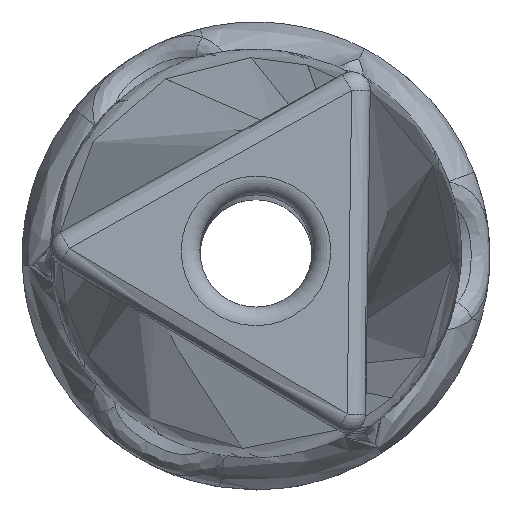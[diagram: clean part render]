
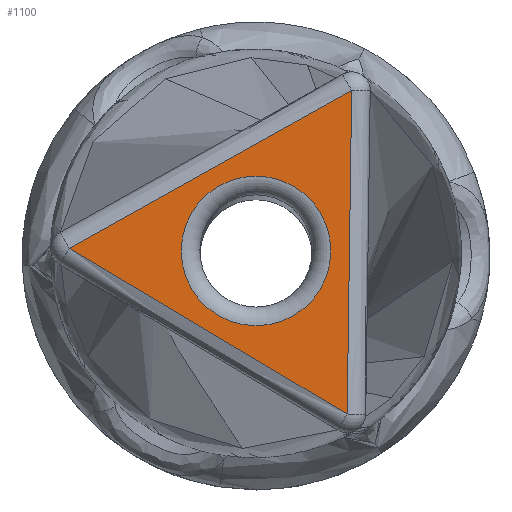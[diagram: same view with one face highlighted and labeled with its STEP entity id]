
A CAD part, top view. The second image highlights one B-rep face of the part: STEP entity #1100.
In plain terms, the highlighted planar face has unit normal (0, 0, 1).
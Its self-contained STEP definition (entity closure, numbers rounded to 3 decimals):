
#31=FACE_BOUND('',#297,.T.);
#33=PLANE('',#1185);
#99=B_SPLINE_CURVE_WITH_KNOTS('',3,(#1744,#1745,#1746,#1747),
 .UNSPECIFIED.,.F.,.F.,(4,4),(-1.905,-0.175),
 .UNSPECIFIED.);
#101=B_SPLINE_CURVE_WITH_KNOTS('',3,(#1776,#1777,#1778,#1779),
 .UNSPECIFIED.,.F.,.F.,(4,4),(-1.905,-0.175),
 .UNSPECIFIED.);
#103=B_SPLINE_CURVE_WITH_KNOTS('',3,(#1808,#1809,#1810,#1811),
 .UNSPECIFIED.,.F.,.F.,(4,4),(-1.905,-0.175),
 .UNSPECIFIED.);
#226=FACE_OUTER_BOUND('',#296,.T.);
#296=EDGE_LOOP('',(#828,#829,#830));
#297=EDGE_LOOP('',(#831));
#384=CIRCLE('',#1186,4.);
#428=VERTEX_POINT('',#1524);
#433=VERTEX_POINT('',#1590);
#438=VERTEX_POINT('',#1656);
#475=VERTEX_POINT('',#2475);
#555=EDGE_CURVE('',#428,#438,#99,.T.);
#557=EDGE_CURVE('',#438,#433,#101,.T.);
#559=EDGE_CURVE('',#433,#428,#103,.T.);
#608=EDGE_CURVE('',#475,#475,#384,.T.);
#828=ORIENTED_EDGE('',*,*,#555,.F.);
#829=ORIENTED_EDGE('',*,*,#559,.F.);
#830=ORIENTED_EDGE('',*,*,#557,.F.);
#831=ORIENTED_EDGE('',*,*,#608,.F.);
#1100=ADVANCED_FACE('',(#226,#31),#33,.T.);
#1185=AXIS2_PLACEMENT_3D('',#2474,#1301,#1302);
#1186=AXIS2_PLACEMENT_3D('',#2476,#1303,#1304);
#1301=DIRECTION('center_axis',(0.,0.,1.));
#1302=DIRECTION('ref_axis',(0.5,-0.866,0.));
#1303=DIRECTION('center_axis',(0.,0.,1.));
#1304=DIRECTION('ref_axis',(1.,0.,0.));
#1524=CARTESIAN_POINT('',(5.113,8.577,163.));
#1590=CARTESIAN_POINT('',(-9.985,0.139,163.));
#1656=CARTESIAN_POINT('',(4.872,-8.717,163.));
#1744=CARTESIAN_POINT('Ctrl Pts',(5.113,8.577,163.));
#1745=CARTESIAN_POINT('Ctrl Pts',(5.042,2.812,163.));
#1746=CARTESIAN_POINT('Ctrl Pts',(4.962,-2.952,163.));
#1747=CARTESIAN_POINT('Ctrl Pts',(4.872,-8.717,163.));
#1776=CARTESIAN_POINT('Ctrl Pts',(4.872,-8.717,163.));
#1777=CARTESIAN_POINT('Ctrl Pts',(-0.085,-5.773,
163.));
#1778=CARTESIAN_POINT('Ctrl Pts',(-5.037,-2.821,163.));
#1779=CARTESIAN_POINT('Ctrl Pts',(-9.985,0.139,163.));
#1808=CARTESIAN_POINT('Ctrl Pts',(-9.985,0.139,163.));
#1809=CARTESIAN_POINT('Ctrl Pts',(-4.957,2.96,163.));
#1810=CARTESIAN_POINT('Ctrl Pts',(0.076,5.773,163.));
#1811=CARTESIAN_POINT('Ctrl Pts',(5.113,8.577,163.));
#2474=CARTESIAN_POINT('Origin',(1.5,-2.598,163.));
#2475=CARTESIAN_POINT('',(4.,0.,163.));
#2476=CARTESIAN_POINT('Origin',(0.,0.,163.));
